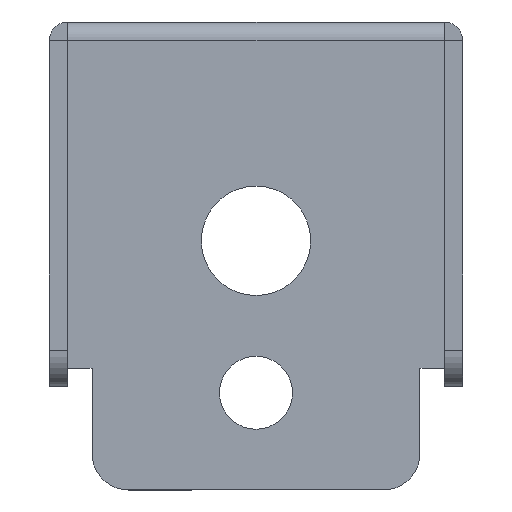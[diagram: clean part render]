
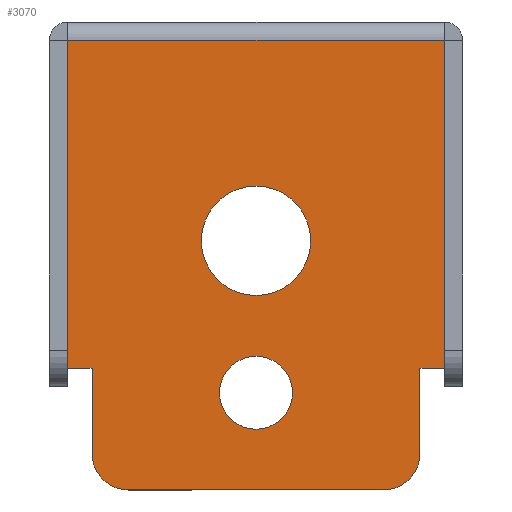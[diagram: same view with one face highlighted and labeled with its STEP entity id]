
A CAD part, left-side view. The second image highlights one B-rep face of the part: STEP entity #3070.
In plain terms, the highlighted planar face has unit normal (-1, 0, 0).
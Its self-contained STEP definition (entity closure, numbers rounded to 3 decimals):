
#326 = AXIS2_PLACEMENT_3D ( 'NONE', #8331, #8368, #8369 ) ;
#608 = CIRCLE ( 'NONE', #2339, 4.5 ) ;
#621 = CIRCLE ( 'NONE', #2344, 3. ) ;
#1310 = ORIENTED_EDGE ( 'NONE', *, *, #2213, .F. ) ;
#1311 = ORIENTED_EDGE ( 'NONE', *, *, #8774, .F. ) ;
#1318 = ORIENTED_EDGE ( 'NONE', *, *, #2974, .F. ) ;
#1319 = ORIENTED_EDGE ( 'NONE', *, *, #2235, .T. ) ;
#1326 = ORIENTED_EDGE ( 'NONE', *, *, #2203, .F. ) ;
#1327 = ORIENTED_EDGE ( 'NONE', *, *, #2968, .T. ) ;
#1334 = ORIENTED_EDGE ( 'NONE', *, *, #2973, .F. ) ;
#1335 = ORIENTED_EDGE ( 'NONE', *, *, #2966, .F. ) ;
#1343 = ORIENTED_EDGE ( 'NONE', *, *, #2964, .T. ) ;
#1351 = ORIENTED_EDGE ( 'NONE', *, *, #2233, .T. ) ;
#1359 = ORIENTED_EDGE ( 'NONE', *, *, #2969, .T. ) ;
#1367 = ORIENTED_EDGE ( 'NONE', *, *, #2965, .T. ) ;
#1375 = ORIENTED_EDGE ( 'NONE', *, *, #2972, .F. ) ;
#1376 = ORIENTED_EDGE ( 'NONE', *, *, #8776, .T. ) ;
#1485 = LINE ( 'NONE', #8362, #1486 ) ;
#1486 = VECTOR ( 'NONE', #8363, 1000. ) ;
#1490 = CIRCLE ( 'NONE', #326, 3. ) ;
#2203 = EDGE_CURVE ( 'NONE', #3693, #3718, #608, .T. ) ;
#2213 = EDGE_CURVE ( 'NONE', #3162, #3161, #621, .T. ) ;
#2233 = EDGE_CURVE ( 'NONE', #3242, #3222, #4537, .T. ) ;
#2235 = EDGE_CURVE ( 'NONE', #3200, #3240, #4546, .T. ) ;
#2339 = AXIS2_PLACEMENT_3D ( 'NONE', #5608, #5619, #5620 ) ;
#2344 = AXIS2_PLACEMENT_3D ( 'NONE', #5644, #5645, #5646 ) ;
#2405 = AXIS2_PLACEMENT_3D ( 'NONE', #6219, #6221, #6222 ) ;
#2407 = AXIS2_PLACEMENT_3D ( 'NONE', #6201, #6203, #6204 ) ;
#2408 = AXIS2_PLACEMENT_3D ( 'NONE', #6217, #6225, #6226 ) ;
#2774 = FACE_BOUND ( 'NONE', #9034, .T. ) ;
#2780 = FACE_BOUND ( 'NONE', #9149, .T. ) ;
#2782 = FACE_OUTER_BOUND ( 'NONE', #9159, .T. ) ;
#2964 = EDGE_CURVE ( 'NONE', #3222, #3131, #4780, .T. ) ;
#2965 = EDGE_CURVE ( 'NONE', #3280, #3278, #4784, .T. ) ;
#2966 = EDGE_CURVE ( 'NONE', #3136, #3131, #4759, .T. ) ;
#2968 = EDGE_CURVE ( 'NONE', #3136, #3200, #4786, .T. ) ;
#2969 = EDGE_CURVE ( 'NONE', #3278, #3242, #4788, .T. ) ;
#2972 = EDGE_CURVE ( 'NONE', #3280, #3264, #4793, .T. ) ;
#2973 = EDGE_CURVE ( 'NONE', #3718, #3693, #4798, .T. ) ;
#2974 = EDGE_CURVE ( 'NONE', #3161, #3162, #4800, .T. ) ;
#3070 = ADVANCED_FACE ( 'NONE', ( #2774, #2780, #2782 ), #6425, .F. ) ;
#3131 = VERTEX_POINT ( 'NONE', #6665 ) ;
#3136 = VERTEX_POINT ( 'NONE', #6673 ) ;
#3161 = VERTEX_POINT ( 'NONE', #6711 ) ;
#3162 = VERTEX_POINT ( 'NONE', #6712 ) ;
#3200 = VERTEX_POINT ( 'NONE', #6750 ) ;
#3222 = VERTEX_POINT ( 'NONE', #6788 ) ;
#3240 = VERTEX_POINT ( 'NONE', #6820 ) ;
#3242 = VERTEX_POINT ( 'NONE', #6824 ) ;
#3261 = VERTEX_POINT ( 'NONE', #6856 ) ;
#3264 = VERTEX_POINT ( 'NONE', #6862 ) ;
#3278 = VERTEX_POINT ( 'NONE', #6886 ) ;
#3280 = VERTEX_POINT ( 'NONE', #6889 ) ;
#3693 = VERTEX_POINT ( 'NONE', #7771 ) ;
#3718 = VERTEX_POINT ( 'NONE', #7795 ) ;
#4537 = LINE ( 'NONE', #5686, #4542 ) ;
#4542 = VECTOR ( 'NONE', #5689, 1000. ) ;
#4546 = LINE ( 'NONE', #5692, #4547 ) ;
#4547 = VECTOR ( 'NONE', #5693, 1000. ) ;
#4759 = LINE ( 'NONE', #6206, #4778 ) ;
#4777 = VECTOR ( 'NONE', #6202, 1000. ) ;
#4778 = VECTOR ( 'NONE', #6207, 1000. ) ;
#4780 = LINE ( 'NONE', #6195, #4777 ) ;
#4782 = VECTOR ( 'NONE', #6218, 1000. ) ;
#4784 = CIRCLE ( 'NONE', #2407, 3. ) ;
#4786 = LINE ( 'NONE', #6210, #4787 ) ;
#4787 = VECTOR ( 'NONE', #6211, 1000. ) ;
#4788 = LINE ( 'NONE', #6212, #4789 ) ;
#4789 = VECTOR ( 'NONE', #5928, 1000. ) ;
#4793 = LINE ( 'NONE', #6205, #4782 ) ;
#4798 = CIRCLE ( 'NONE', #2405, 4.5 ) ;
#4800 = CIRCLE ( 'NONE', #2408, 3. ) ;
#5159 = AXIS2_PLACEMENT_3D ( 'NONE', #6420, #6426, #6427 ) ;
#5608 = CARTESIAN_POINT ( 'NONE',  ( -149.5, 0., -16.5 ) ) ;
#5619 = DIRECTION ( 'NONE',  ( -1., 0., 0. ) ) ;
#5620 = DIRECTION ( 'NONE',  ( 0., 0., 1. ) ) ;
#5644 = CARTESIAN_POINT ( 'NONE',  ( -149.5, 0., -29. ) ) ;
#5645 = DIRECTION ( 'NONE',  ( -1., 0., 0. ) ) ;
#5646 = DIRECTION ( 'NONE',  ( 0., 0., 1. ) ) ;
#5686 = CARTESIAN_POINT ( 'NONE',  ( -149.5, -15.49, -27. ) ) ;
#5689 = DIRECTION ( 'NONE',  ( 0., -1., 0. ) ) ;
#5692 = CARTESIAN_POINT ( 'NONE',  ( -149.5, -15.49, -27. ) ) ;
#5693 = DIRECTION ( 'NONE',  ( 0., -1., 0. ) ) ;
#5928 = DIRECTION ( 'NONE',  ( 0., 0., 1. ) ) ;
#6195 = CARTESIAN_POINT ( 'NONE',  ( -149.5, -15.49, 0. ) ) ;
#6201 = CARTESIAN_POINT ( 'NONE',  ( -149.5, -10.49, -34. ) ) ;
#6202 = DIRECTION ( 'NONE',  ( 0., 0., 1. ) ) ;
#6203 = DIRECTION ( 'NONE',  ( -1., 0., 0. ) ) ;
#6204 = DIRECTION ( 'NONE',  ( 0., 0., -1. ) ) ;
#6205 = CARTESIAN_POINT ( 'NONE',  ( -149.5, -13.49, -37. ) ) ;
#6206 = CARTESIAN_POINT ( 'NONE',  ( -149.5, 15.49, -0.01 ) ) ;
#6207 = DIRECTION ( 'NONE',  ( 0., -1., 0. ) ) ;
#6210 = CARTESIAN_POINT ( 'NONE',  ( -149.5, 15.49, -27. ) ) ;
#6211 = DIRECTION ( 'NONE',  ( 0., 0., -1. ) ) ;
#6212 = CARTESIAN_POINT ( 'NONE',  ( -149.5, -13.49, -37. ) ) ;
#6217 = CARTESIAN_POINT ( 'NONE',  ( -149.5, 0., -29. ) ) ;
#6218 = DIRECTION ( 'NONE',  ( 0., 1., 0. ) ) ;
#6219 = CARTESIAN_POINT ( 'NONE',  ( -149.5, 0., -16.5 ) ) ;
#6221 = DIRECTION ( 'NONE',  ( -1., 0., 0. ) ) ;
#6222 = DIRECTION ( 'NONE',  ( 0., 0., 1. ) ) ;
#6225 = DIRECTION ( 'NONE',  ( -1., 0., 0. ) ) ;
#6226 = DIRECTION ( 'NONE',  ( 0., 0., 1. ) ) ;
#6420 = CARTESIAN_POINT ( 'NONE',  ( -149.5, 15.49, 0. ) ) ;
#6425 = PLANE ( 'NONE',  #5159 ) ;
#6426 = DIRECTION ( 'NONE',  ( 1., 0., 0. ) ) ;
#6427 = DIRECTION ( 'NONE',  ( 0., 0., -1. ) ) ;
#6665 = CARTESIAN_POINT ( 'NONE',  ( -149.5, -15.49, -0.01 ) ) ;
#6673 = CARTESIAN_POINT ( 'NONE',  ( -149.5, 15.49, -0.01 ) ) ;
#6711 = CARTESIAN_POINT ( 'NONE',  ( -149.5, 0., -26. ) ) ;
#6712 = CARTESIAN_POINT ( 'NONE',  ( -149.5, 0., -32. ) ) ;
#6750 = CARTESIAN_POINT ( 'NONE',  ( -149.5, 15.49, -27. ) ) ;
#6788 = CARTESIAN_POINT ( 'NONE',  ( -149.5, -15.49, -27. ) ) ;
#6820 = CARTESIAN_POINT ( 'NONE',  ( -149.5, 13.49, -27. ) ) ;
#6824 = CARTESIAN_POINT ( 'NONE',  ( -149.5, -13.49, -27. ) ) ;
#6856 = CARTESIAN_POINT ( 'NONE',  ( -149.5, 13.49, -34. ) ) ;
#6862 = CARTESIAN_POINT ( 'NONE',  ( -149.5, 10.49, -37. ) ) ;
#6886 = CARTESIAN_POINT ( 'NONE',  ( -149.5, -13.49, -34. ) ) ;
#6889 = CARTESIAN_POINT ( 'NONE',  ( -149.5, -10.49, -37. ) ) ;
#7771 = CARTESIAN_POINT ( 'NONE',  ( -149.5, 0., -21. ) ) ;
#7795 = CARTESIAN_POINT ( 'NONE',  ( -149.5, 0., -12. ) ) ;
#8331 = CARTESIAN_POINT ( 'NONE',  ( -149.5, 10.49, -34. ) ) ;
#8362 = CARTESIAN_POINT ( 'NONE',  ( -149.5, 13.49, -37. ) ) ;
#8363 = DIRECTION ( 'NONE',  ( 0., 0., 1. ) ) ;
#8368 = DIRECTION ( 'NONE',  ( -1., 0., 0. ) ) ;
#8369 = DIRECTION ( 'NONE',  ( 0., 0., -1. ) ) ;
#8774 = EDGE_CURVE ( 'NONE', #3261, #3240, #1485, .T. ) ;
#8776 = EDGE_CURVE ( 'NONE', #3261, #3264, #1490, .T. ) ;
#9034 = EDGE_LOOP ( 'NONE', ( #1334, #1326 ) ) ;
#9149 = EDGE_LOOP ( 'NONE', ( #1318, #1310 ) ) ;
#9159 = EDGE_LOOP ( 'NONE', ( #1375, #1367, #1359, #1351, #1343, #1335, #1327, #1319, #1311, #1376 ) ) ;
